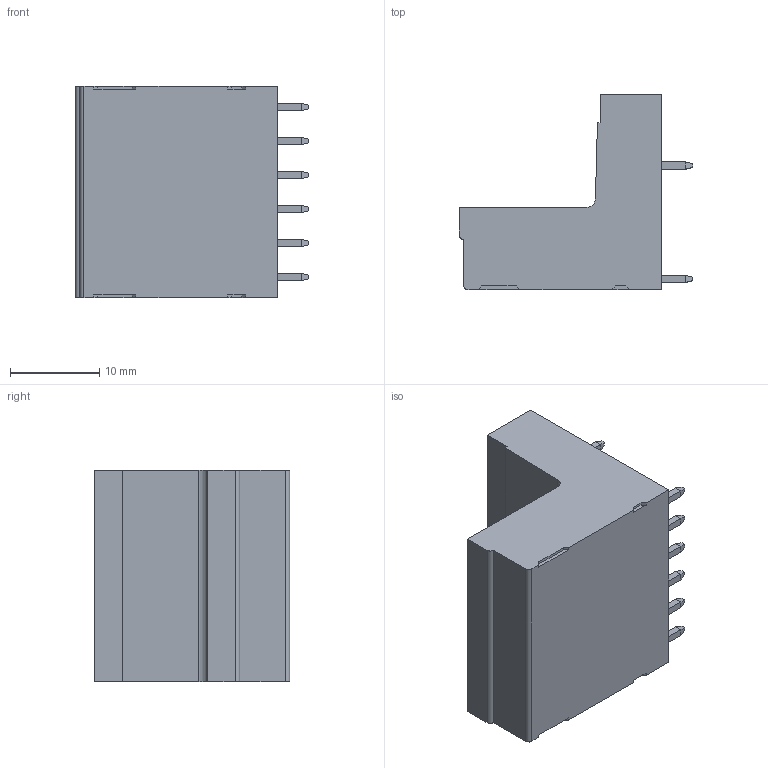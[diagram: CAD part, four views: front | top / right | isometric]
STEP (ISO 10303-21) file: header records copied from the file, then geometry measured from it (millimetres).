
FILE_DESCRIPTION((''),'2;1');
FILE_NAME('TLPHDC-105R-1','2024-09-23T15:54:52',('sheji109'),(''),'CREO PARAMETRIC BY PTC INC, 2018100','CREO PARAMETRIC BY PTC INC, 2018100','');
FILE_SCHEMA(('CONFIG_CONTROL_DESIGN'));
Length unit declared in the file: millimetre
Products named in the file (1): TLPHDC-105R-1
Bounding box: 26.2 x 21.9 x 23.65 mm (x, y, z)
Volume: 5497.4 mm3; surface area: 6111.6 mm2
Topology: 1 solids, 1 shells, 1039 faces, 2834 edges, 1822 vertices
Faces by surface type: plane 844, cylinder 177, cone 12, sphere 6
Entity records: 32413 total; most frequent: CARTESIAN_POINT 5956, ORIENTED_EDGE 5656, DIRECTION 5229, EDGE_CURVE 2828, VECTOR 2383, LINE 2383, VERTEX_POINT 1822, AXIS2_PLACEMENT_3D 1423
